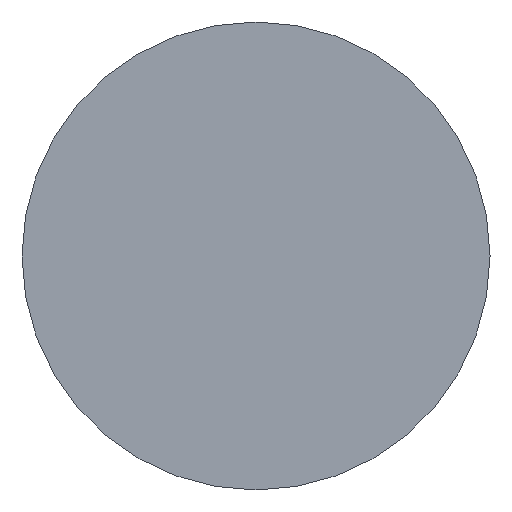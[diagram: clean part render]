
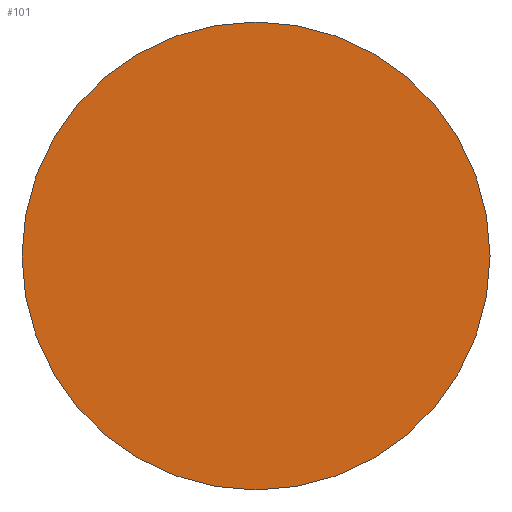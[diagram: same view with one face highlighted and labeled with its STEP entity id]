
A CAD part, front view. The second image highlights one B-rep face of the part: STEP entity #101.
In plain terms, the highlighted planar face has unit normal (0, -1, 0).
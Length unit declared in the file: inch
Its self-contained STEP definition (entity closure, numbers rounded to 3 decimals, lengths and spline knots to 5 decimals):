
#8 = ORIENTED_EDGE ( 'NONE', *, *, #165, .T. ) ;
#29 = CARTESIAN_POINT ( 'NONE',  ( 0., 0., 0. ) ) ;
#32 = DIRECTION ( 'NONE',  ( 0., 0., -1. ) ) ;
#38 = CIRCLE ( 'NONE', #183, 0.25 ) ;
#43 = AXIS2_PLACEMENT_3D ( 'NONE', #145, #167, #264 ) ;
#54 = CIRCLE ( 'NONE', #43, 0.25 ) ;
#78 = DIRECTION ( 'NONE',  ( 0., 0., -1. ) ) ;
#87 = CARTESIAN_POINT ( 'NONE',  ( 0., 0., 0.25 ) ) ;
#95 = CARTESIAN_POINT ( 'NONE',  ( 0., 0., 0. ) ) ;
#101 = ADVANCED_FACE ( 'NONE', ( #253 ), #226, .T. ) ;
#133 = VERTEX_POINT ( 'NONE', #208 ) ;
#143 = ORIENTED_EDGE ( 'NONE', *, *, #306, .T. ) ;
#145 = CARTESIAN_POINT ( 'NONE',  ( 0., 0., 0. ) ) ;
#146 = DIRECTION ( 'NONE',  ( 0., -1., 0. ) ) ;
#165 = EDGE_CURVE ( 'NONE', #133, #288, #54, .T. ) ;
#167 = DIRECTION ( 'NONE',  ( 0., -1., 0. ) ) ;
#183 = AXIS2_PLACEMENT_3D ( 'NONE', #29, #194, #32 ) ;
#194 = DIRECTION ( 'NONE',  ( 0., -1., 0. ) ) ;
#201 = EDGE_LOOP ( 'NONE', ( #8, #143 ) ) ;
#208 = CARTESIAN_POINT ( 'NONE',  ( 0., 0., -0.25 ) ) ;
#226 = PLANE ( 'NONE',  #272 ) ;
#253 = FACE_OUTER_BOUND ( 'NONE', #201, .T. ) ;
#264 = DIRECTION ( 'NONE',  ( 0., 0., -1. ) ) ;
#272 = AXIS2_PLACEMENT_3D ( 'NONE', #95, #146, #78 ) ;
#288 = VERTEX_POINT ( 'NONE', #87 ) ;
#306 = EDGE_CURVE ( 'NONE', #288, #133, #38, .T. ) ;
